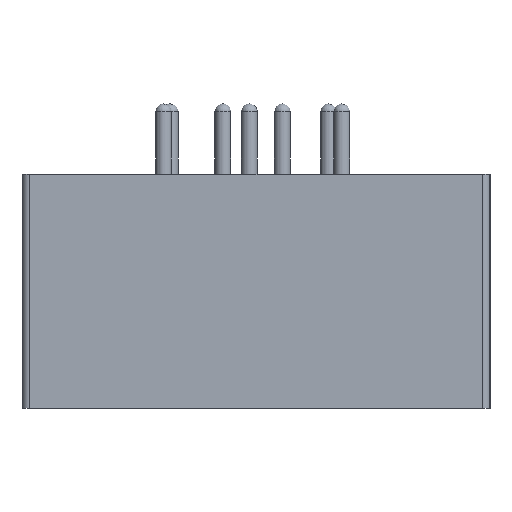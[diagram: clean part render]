
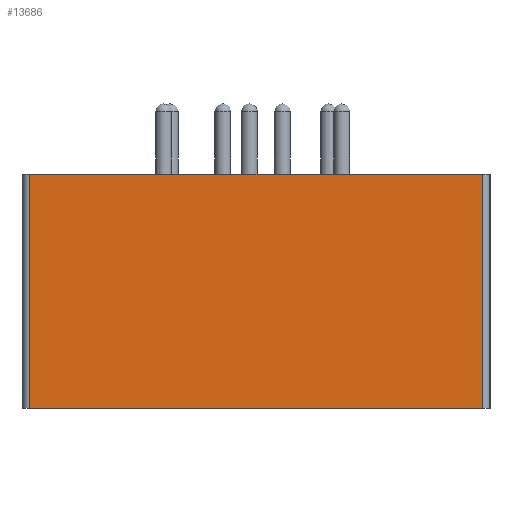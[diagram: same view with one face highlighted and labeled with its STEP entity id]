
A CAD part, left-side view. The second image highlights one B-rep face of the part: STEP entity #13686.
In plain terms, the highlighted planar face has unit normal (-1, 0, 0).
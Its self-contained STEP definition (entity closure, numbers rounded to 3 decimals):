
#1629=ORIENTED_EDGE('',*,*,#4583,.F.);
#1630=ORIENTED_EDGE('',*,*,#4584,.T.);
#1631=ORIENTED_EDGE('',*,*,#4108,.T.);
#1632=ORIENTED_EDGE('',*,*,#4585,.T.);
#4108=EDGE_CURVE('',#5592,#5593,#6599,.T.);
#4583=EDGE_CURVE('',#6065,#6066,#6613,.T.);
#4584=EDGE_CURVE('',#6065,#5592,#6614,.F.);
#4585=EDGE_CURVE('',#5593,#6066,#6615,.T.);
#5592=VERTEX_POINT('',#16384);
#5593=VERTEX_POINT('',#16385);
#6065=VERTEX_POINT('',#18702);
#6066=VERTEX_POINT('',#18703);
#6599=LINE('',#16383,#7088);
#6613=LINE('',#18701,#7102);
#6614=LINE('',#18704,#7103);
#6615=LINE('',#18705,#7104);
#7088=VECTOR('',#14824,1000.);
#7102=VECTOR('',#14888,1000.);
#7103=VECTOR('',#14889,1000.);
#7104=VECTOR('',#14890,1000.);
#7663=EDGE_LOOP('',(#1629,#1630,#1631,#1632));
#8384=FACE_BOUND('',#7663,.T.);
#9023=PLANE('',#14310);
#13686=ADVANCED_FACE('',(#8384),#9023,.T.);
#14310=AXIS2_PLACEMENT_3D('',#18700,#14886,#14887);
#14824=DIRECTION('',(0.,1.,0.));
#14886=DIRECTION('',(-1.,0.,0.));
#14887=DIRECTION('',(0.,-1.,0.));
#14888=DIRECTION('',(0.,1.,0.));
#14889=DIRECTION('',(0.,0.,-1.));
#14890=DIRECTION('',(0.,0.,-1.));
#16383=CARTESIAN_POINT('',(-31.5,-15.,7.5));
#16384=CARTESIAN_POINT('',(-31.5,-14.5,7.5));
#16385=CARTESIAN_POINT('',(-31.5,14.5,7.5));
#18700=CARTESIAN_POINT('',(-31.5,-15.,7.5));
#18701=CARTESIAN_POINT('',(-31.5,-15.,-7.5));
#18702=CARTESIAN_POINT('',(-31.5,-14.5,-7.5));
#18703=CARTESIAN_POINT('',(-31.5,14.5,-7.5));
#18704=CARTESIAN_POINT('',(-31.5,-14.5,7.5));
#18705=CARTESIAN_POINT('',(-31.5,14.5,7.5));
